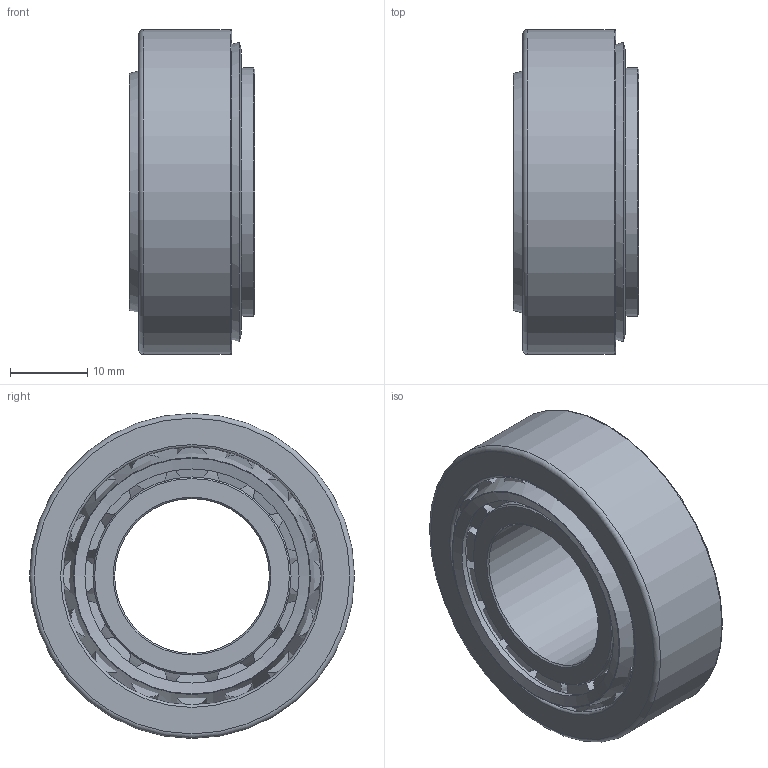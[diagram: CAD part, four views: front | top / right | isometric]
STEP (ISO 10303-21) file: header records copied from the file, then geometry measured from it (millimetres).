
FILE_DESCRIPTION(/* description */ ('STEP AP214'),/* implementation_level */ '2;1');
FILE_NAME(/* name */ 'SKF_32004 X',/* time_stamp */ '2022-09-19T17:59:11+02:00',/* author */ ('License CC BY-ND 4.0'),/* organization */ ('CADENAS'),/* preprocessor_version */ 'ST-DEVELOPER v18.102',/* originating_system */ 'PARTsolutions',/* authorisation */ ' ');
FILE_SCHEMA (('AUTOMOTIVE_DESIGN {1 0 10303 214 3 1 1}'));
Length unit declared in the file: millimetre
Products named in the file (5): SKF_32004 X; 32004 X_or; 32004 X_r; 32004 X_cage; 32004 X_ir
Assembly tree (19 placements, depth 2):
  SKF_32004 X
    32004 X_or
    32004 X_r  x16
    32004 X_cage
    32004 X_ir
Bounding box: 16.24 x 42 x 42 mm (x, y, z)
Volume: 13370 mm3; surface area: 13479.7 mm2
Topology: 19 solids, 19 shells, 75 faces, 98 edges, 59 vertices
Faces by surface type: plane 36, cone 29, torus 6, cylinder 4
Full cylindrical faces by diameter (mm): 20 x1, 25.594 x1, 32.1 x1, 42 x1
Entity records: 854 total; most frequent: DIRECTION 158, CARTESIAN_POINT 108, AXIS2_PLACEMENT_3D 79, ORIENTED_EDGE 58, EDGE_LOOP 58, FACE_BOUND 58, ADVANCED_FACE 30, EDGE_CURVE 29
